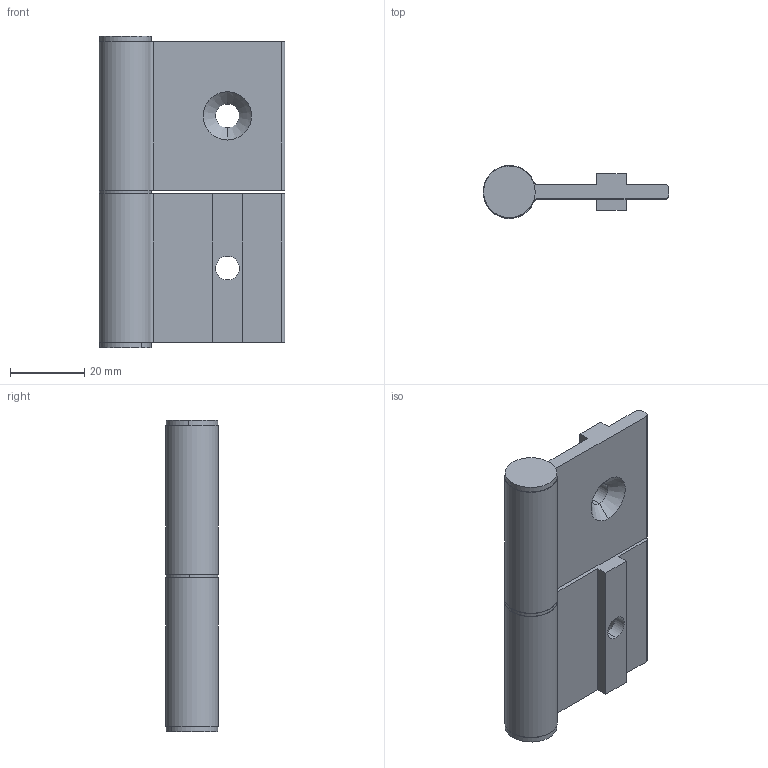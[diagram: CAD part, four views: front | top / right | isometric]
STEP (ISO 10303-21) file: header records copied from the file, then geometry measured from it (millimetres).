
FILE_DESCRIPTION (( 'STEP AP214' ), '1' );
FILE_NAME ('7228658', '2019-02-04T10:04:53', ( '' ), ('JUGARD+KÜNSTNER GmbH'), 'SwSTEP 2.0', 'SolidWorks 2017', '' );
FILE_SCHEMA (( 'AUTOMOTIVE_DESIGN' ));
Length unit declared in the file: millimetre
Products named in the file (6): Kopie von Scharnier^7228658; Kopie von Distanz^7228658; Kopie von Imported^7228658; 7228658_CNAJF00; Kopie von Achse_2^7228658; Kopie von S AL-8 40_40^7228658
Assembly tree (6 placements, depth 2):
  7228658_CNAJF00
    Kopie von S AL-8 40_40^7228658
    Kopie von Scharnier^7228658
    Kopie von Achse_2^7228658
    Kopie von Distanz^7228658
    Kopie von Imported^7228658  x2
Bounding box: 50.1 x 14.2 x 84 mm (x, y, z)
Volume: 24924.3 mm3; surface area: 19468.2 mm2
Topology: 7 solids, 7 shells, 288 faces, 698 edges, 422 vertices
Faces by surface type: cone 104, plane 92, cylinder 88, bspline 4
Entity records: 7878 total; most frequent: CARTESIAN_POINT 1523, DIRECTION 1360, ORIENTED_EDGE 1240, EDGE_CURVE 620, AXIS2_PLACEMENT_3D 534, VERTEX_POINT 370, VECTOR 292, LINE 292
